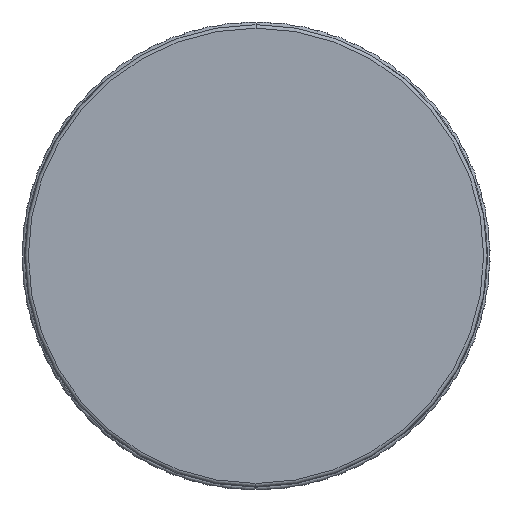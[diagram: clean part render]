
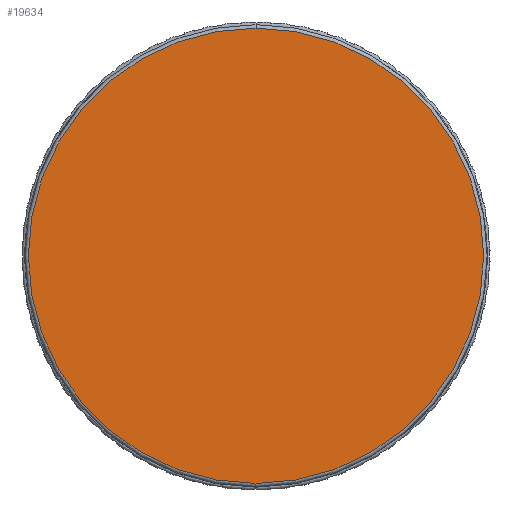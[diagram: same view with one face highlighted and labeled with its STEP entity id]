
A CAD part, top view. The second image highlights one B-rep face of the part: STEP entity #19634.
In plain terms, the highlighted planar face has unit normal (0, 0, 1).
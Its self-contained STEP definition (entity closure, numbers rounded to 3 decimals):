
#5926=CARTESIAN_POINT('',(0.,0.,5.));
#5927=DIRECTION('',(0.,0.,1.));
#5928=DIRECTION('',(0.,1.,0.));
#5929=AXIS2_PLACEMENT_3D('',#5926,#5927,#5928);
#5931=CARTESIAN_POINT('',(0.,0.,5.));
#5932=DIRECTION('',(0.,0.,1.));
#5933=DIRECTION('',(0.,-1.,0.));
#5934=AXIS2_PLACEMENT_3D('',#5931,#5932,#5933);
#12306=CARTESIAN_POINT('',(0.,13.05,5.));
#12307=CARTESIAN_POINT('',(0.,-13.05,5.));
#12308=VERTEX_POINT('',#12306);
#12309=VERTEX_POINT('',#12307);
#19624=CARTESIAN_POINT('',(0.,0.,5.));
#19625=DIRECTION('',(0.,0.,-1.));
#19626=DIRECTION('',(0.,-1.,0.));
#19627=AXIS2_PLACEMENT_3D('',#19624,#19625,#19626);
#19628=PLANE('',#19627);
#19629=ORIENTED_EDGE('',*,*,#19614,.F.);
#19631=ORIENTED_EDGE('',*,*,#19630,.F.);
#19632=EDGE_LOOP('',(#19629,#19631));
#19633=FACE_OUTER_BOUND('',#19632,.F.);
#19634=ADVANCED_FACE('',(#19633),#19628,.F.);
#5930=CIRCLE('',#5929,13.05);
#5935=CIRCLE('',#5934,13.05);
#19614=EDGE_CURVE('',#12308,#12309,#5930,.T.);
#19630=EDGE_CURVE('',#12309,#12308,#5935,.T.);
